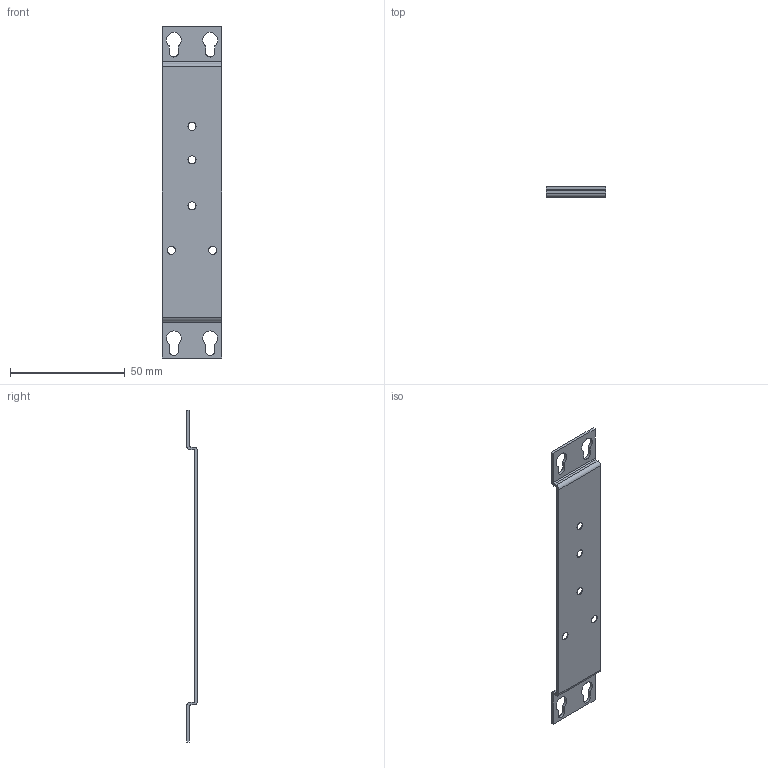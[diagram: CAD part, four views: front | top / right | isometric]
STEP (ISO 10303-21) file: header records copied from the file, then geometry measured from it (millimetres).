
FILE_DESCRIPTION (( 'STEP AP214' ), '1' );
FILE_NAME ('SX9Z-1A01.STEP', '2017-08-28T07:11:00', ( '' ), ( '' ), 'SwSTEP 2.0', 'SolidWorks 2014', '' );
FILE_SCHEMA (( 'AUTOMOTIVE_DESIGN' ));
Length unit declared in the file: millimetre
Products named in the file (1): SX9Z-1A01
Bounding box: 25.8 x 4.7 x 144.43 mm (x, y, z)
Volume: 4290.1 mm3; surface area: 7819.4 mm2
Topology: 1 solids, 1 shells, 66 faces, 182 edges, 118 vertices
Faces by surface type: cylinder 34, plane 22, cone 10
Entity records: 2194 total; most frequent: DIRECTION 394, CARTESIAN_POINT 367, ORIENTED_EDGE 364, EDGE_CURVE 182, AXIS2_PLACEMENT_3D 145, VERTEX_POINT 118, LINE 104, VECTOR 104
